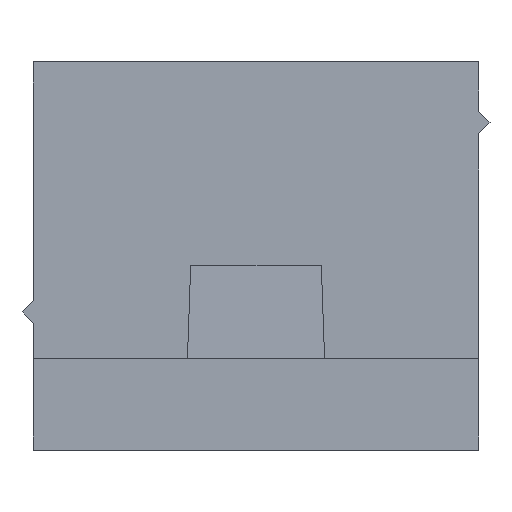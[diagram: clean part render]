
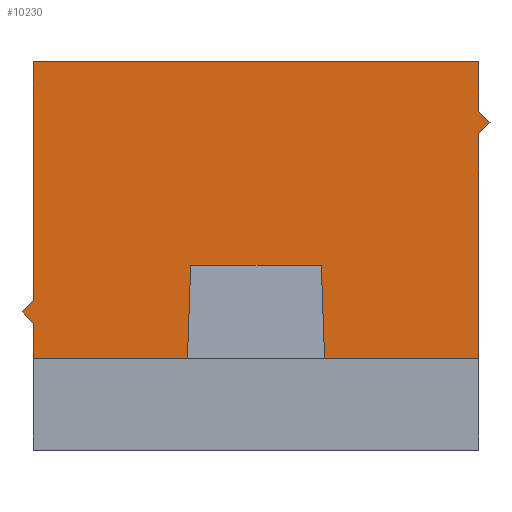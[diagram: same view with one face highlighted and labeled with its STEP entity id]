
A CAD part, left-side view. The second image highlights one B-rep face of the part: STEP entity #10230.
In plain terms, the highlighted face is planar.
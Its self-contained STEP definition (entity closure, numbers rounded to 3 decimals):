
#1020=CARTESIAN_POINT('',(1.078,19.,15.));
#1030=DIRECTION('',(1.,0.,0.));
#1040=VECTOR('',#1030,1.);
#1050=LINE('',#1020,#1040);
#1060=CARTESIAN_POINT('',(-56.15,19.,15.));
#1070=VERTEX_POINT('',#1060);
#1080=CARTESIAN_POINT('',(-36.65,19.,15.));
#1090=VERTEX_POINT('',#1080);
#1100=EDGE_CURVE('',#1070,#1090,#1050,.T.);
#2880=CARTESIAN_POINT('',(-36.65,19.,
2.));
#2890=VERTEX_POINT('',#2880);
#2920=CARTESIAN_POINT('',(1.078,19.,
2.));
#2930=DIRECTION('',(1.,0.,0.));
#2940=VECTOR('',#2930,1.);
#2950=LINE('',#2920,#2940);
#2960=CARTESIAN_POINT('',(-44.897,19.,
2.));
#2970=VERTEX_POINT('',#2960);
#2980=EDGE_CURVE('',#2970,#2890,#2950,.T.);
#3430=CARTESIAN_POINT('',(-47.903,19.,
2.));
#3440=VERTEX_POINT('',#3430);
#3470=CARTESIAN_POINT('',(-56.15,19.,
2.));
#3480=VERTEX_POINT('',#3470);
#3490=EDGE_CURVE('',#3480,#3440,#2950,.T.);
#4410=CARTESIAN_POINT('',(-56.15,19.,
0.));
#4420=DIRECTION('',(0.,0.,-1.));
#4430=VECTOR('',#4420,1.);
#4440=LINE('',#4410,#4430);
#4450=CARTESIAN_POINT('',(-56.15,19.,
11.85));
#4460=VERTEX_POINT('',#4450);
#4470=EDGE_CURVE('',#4460,#3480,#4440,.T.);
#4770=CARTESIAN_POINT('',(-56.15,19.,
12.85));
#4780=VERTEX_POINT('',#4770);
#4810=CARTESIAN_POINT('',(-56.15,19.,
0.));
#4820=DIRECTION('',(0.,0.,-1.));
#4830=VECTOR('',#4820,1.);
#4840=LINE('',#4810,#4830);
#4850=EDGE_CURVE('',#1070,#4780,#4840,.T.);
#5160=CARTESIAN_POINT('',(-56.65,19.,
12.35));
#5170=VERTEX_POINT('',#5160);
#5200=CARTESIAN_POINT('',(1.078,19.,
70.078));
#5210=DIRECTION('',(0.707,0.,
0.707));
#5220=VECTOR('',#5210,1.);
#5230=LINE('',#5200,#5220);
#5240=EDGE_CURVE('',#5170,#4780,#5230,.T.);
#5410=CARTESIAN_POINT('',(-44.3,19.,
0.));
#5420=DIRECTION('',(-0.707,0.,
0.707));
#5430=VECTOR('',#5420,1.);
#5440=LINE('',#5410,#5430);
#5450=EDGE_CURVE('',#4460,#5170,#5440,.T.);
#7700=CARTESIAN_POINT('',(-36.65,19.,
3.55));
#7710=VERTEX_POINT('',#7700);
#7740=CARTESIAN_POINT('',(-36.65,19.,
0.));
#7750=DIRECTION('',(0.,0.,1.));
#7760=VECTOR('',#7750,1.);
#7770=LINE('',#7740,#7760);
#7780=EDGE_CURVE('',#2890,#7710,#7770,.T.);
#8030=CARTESIAN_POINT('',(-36.15,19.,
4.05));
#8040=VERTEX_POINT('',#8030);
#8070=CARTESIAN_POINT('',(0.578,19.,
40.778));
#8080=DIRECTION('',(-0.707,0.,
-0.707));
#8090=VECTOR('',#8080,1.);
#8100=LINE('',#8070,#8090);
#8110=EDGE_CURVE('',#8040,#7710,#8100,.T.);
#8290=CARTESIAN_POINT('',(0.578,19.,
-32.678));
#8300=DIRECTION('',(0.707,0.,
-0.707));
#8310=VECTOR('',#8300,1.);
#8320=LINE('',#8290,#8310);
#8330=CARTESIAN_POINT('',(-36.65,19.,
4.55));
#8340=VERTEX_POINT('',#8330);
#8350=EDGE_CURVE('',#8340,#8040,#8320,.T.);
#8630=CARTESIAN_POINT('',(-36.65,19.,
0.));
#8640=DIRECTION('',(0.,0.,1.));
#8650=VECTOR('',#8640,1.);
#8660=LINE('',#8630,#8650);
#8670=EDGE_CURVE('',#8340,#1090,#8660,.T.);
#9450=CARTESIAN_POINT('',(-45.04,19.,
6.1));
#9460=VERTEX_POINT('',#9450);
#9490=CARTESIAN_POINT('',(1.078,19.,
6.1));
#9500=DIRECTION('',(-1.,0.,0.));
#9510=VECTOR('',#9500,1.);
#9520=LINE('',#9490,#9510);
#9530=CARTESIAN_POINT('',(-47.76,19.,
6.1));
#9540=VERTEX_POINT('',#9530);
#9550=EDGE_CURVE('',#9460,#9540,#9520,.T.);
#9800=CARTESIAN_POINT('',(-44.827,19.,
0.));
#9810=DIRECTION('',(0.035,0.,
-0.999));
#9820=VECTOR('',#9810,1.);
#9830=LINE('',#9800,#9820);
#9840=EDGE_CURVE('',#9460,#2970,#9830,.T.);
#9970=CARTESIAN_POINT('',(-46.4,19.,
5.75));
#9980=DIRECTION('',(0.,-1.,0.));
#9990=DIRECTION('',(1.,0.,0.));
#10000=AXIS2_PLACEMENT_3D('',#9970,#9980,#9990);
#10010=PLANE('',#10000);
#10020=ORIENTED_EDGE('',*,*,#9840,.F.);
#10030=ORIENTED_EDGE('',*,*,#2980,.F.);
#10040=ORIENTED_EDGE('',*,*,#7780,.F.);
#10050=ORIENTED_EDGE('',*,*,#8110,.T.);
#10060=ORIENTED_EDGE('',*,*,#8350,.T.);
#10070=ORIENTED_EDGE('',*,*,#8670,.F.);
#10080=ORIENTED_EDGE('',*,*,#1100,.T.);
#10090=ORIENTED_EDGE('',*,*,#4850,.F.);
#10100=ORIENTED_EDGE('',*,*,#5240,.T.);
#10110=ORIENTED_EDGE('',*,*,#5450,.T.);
#10120=ORIENTED_EDGE('',*,*,#4470,.F.);
#10130=ORIENTED_EDGE('',*,*,#3490,.F.);
#10140=CARTESIAN_POINT('',(-47.973,19.,
0.));
#10150=DIRECTION('',(0.035,0.,
0.999));
#10160=VECTOR('',#10150,1.);
#10170=LINE('',#10140,#10160);
#10180=EDGE_CURVE('',#3440,#9540,#10170,.T.);
#10190=ORIENTED_EDGE('',*,*,#10180,.F.);
#10200=ORIENTED_EDGE('',*,*,#9550,.T.);
#10210=EDGE_LOOP('',(#10200,#10190,#10130,#10120,#10110,#10100,#10090,
#10080,#10070,#10060,#10050,#10040,#10030,#10020));
#10220=FACE_OUTER_BOUND('',#10210,.T.);
#10230=ADVANCED_FACE('',(#10220),#10010,.F.);
